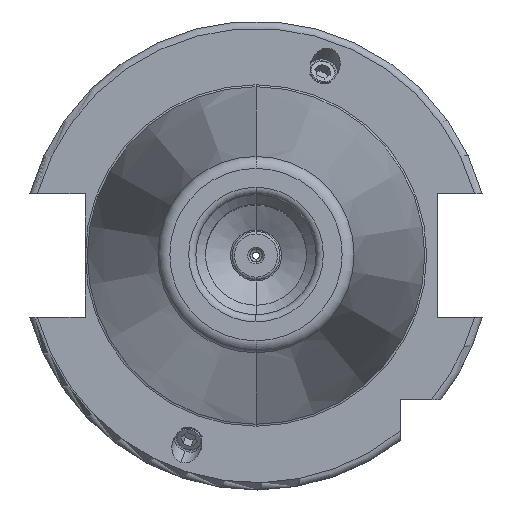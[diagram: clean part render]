
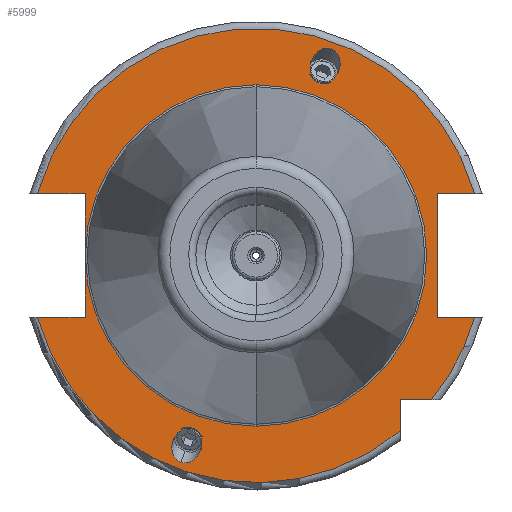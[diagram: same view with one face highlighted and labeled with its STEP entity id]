
A CAD part, top view. The second image highlights one B-rep face of the part: STEP entity #5999.
In plain terms, the highlighted planar face has unit normal (0, 0, 1).
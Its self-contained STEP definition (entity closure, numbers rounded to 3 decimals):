
#1326=CARTESIAN_POINT('',(0,0,15.9));
#1327=DIRECTION('',(0,0,1));
#1328=DIRECTION('',(0.962,0.272,0));
#1329=AXIS2_PLACEMENT_3D('',#1326,#1327,#1328);
#1377=CARTESIAN_POINT('',(0,0,15.9));
#1378=DIRECTION('',(0,0,1));
#1379=DIRECTION('',(-0.962,-0.272,0));
#1380=AXIS2_PLACEMENT_3D('',#1377,#1378,#1379);
#1396=DIRECTION('',(1,0,0));
#1397=VECTOR('',#1396,9.969);
#1398=CARTESIAN_POINT('',(-45.469,-12.85,15.9));
#1399=LINE('',#1398,#1397);
#1400=DIRECTION('',(0.,1,0));
#1401=VECTOR('',#1400,12.85);
#1402=CARTESIAN_POINT('',(-35.5,-12.85,15.9));
#1403=LINE('',#1402,#1401);
#1404=DIRECTION('',(0.,1,0));
#1405=VECTOR('',#1404,12.85);
#1406=CARTESIAN_POINT('',(-35.5,0,15.9));
#1407=LINE('',#1406,#1405);
#1408=DIRECTION('',(1,0,0));
#1409=VECTOR('',#1408,9.969);
#1410=CARTESIAN_POINT('',(-45.469,12.85,15.9));
#1411=LINE('',#1410,#1409);
#1412=DIRECTION('',(-1,0,0));
#1413=VECTOR('',#1412,7.769);
#1414=CARTESIAN_POINT('',(45.469,12.85,15.9));
#1415=LINE('',#1414,#1413);
#1416=DIRECTION('',(0,-1,0));
#1417=VECTOR('',#1416,25.7);
#1418=CARTESIAN_POINT('',(37.7,12.85,15.9));
#1419=LINE('',#1418,#1417);
#1420=DIRECTION('',(-1,0,0));
#1421=VECTOR('',#1420,7.769);
#1422=CARTESIAN_POINT('',(45.469,-12.85,15.9));
#1423=LINE('',#1422,#1421);
#1424=CARTESIAN_POINT('',(0,0,15.9));
#1425=DIRECTION('',(0,0,1));
#1426=DIRECTION('',(0.773,-0.635,0));
#1427=AXIS2_PLACEMENT_3D('',#1424,#1425,#1426);
#1429=DIRECTION('',(-1,0,0));
#1430=VECTOR('',#1429,6.504);
#1431=CARTESIAN_POINT('',(36.504,-30,15.9));
#1432=LINE('',#1431,#1430);
#1433=DIRECTION('',(0,1,0));
#1434=VECTOR('',#1433,6.504);
#1435=CARTESIAN_POINT('',(30,-36.504,15.9));
#1436=LINE('',#1435,#1434);
#1437=CARTESIAN_POINT('',(15.638,42.966,15.9));
#1438=CARTESIAN_POINT('',(15.301,43.089,15.9));
#1439=CARTESIAN_POINT('',(14.517,43.205,15.9));
#1440=CARTESIAN_POINT('',(13.205,42.774,15.9));
#1441=CARTESIAN_POINT('',(12.281,41.938,15.9));
#1442=CARTESIAN_POINT('',(11.759,41.131,15.9));
#1443=CARTESIAN_POINT('',(11.484,40.516,15.9));
#1444=CARTESIAN_POINT('',(11.299,39.867,15.9));
#1445=CARTESIAN_POINT('',(11.18,38.913,15.9));
#1446=CARTESIAN_POINT('',(11.35,37.679,15.9));
#1447=CARTESIAN_POINT('',(12.078,36.506,15.9));
#1448=CARTESIAN_POINT('',(12.754,36.091,15.9));
#1449=CARTESIAN_POINT('',(13.091,35.968,15.9));
#1451=CARTESIAN_POINT('',(13.091,35.968,15.9));
#1452=CARTESIAN_POINT('',(13.429,35.845,15.9));
#1453=CARTESIAN_POINT('',(14.213,35.729,15.9));
#1454=CARTESIAN_POINT('',(15.525,36.16,15.9));
#1455=CARTESIAN_POINT('',(16.448,36.996,15.9));
#1456=CARTESIAN_POINT('',(16.971,37.803,15.9));
#1457=CARTESIAN_POINT('',(17.246,38.418,15.9));
#1458=CARTESIAN_POINT('',(17.431,39.067,15.9));
#1459=CARTESIAN_POINT('',(17.549,40.021,15.9));
#1460=CARTESIAN_POINT('',(17.379,41.255,15.9));
#1461=CARTESIAN_POINT('',(16.651,42.428,15.9));
#1462=CARTESIAN_POINT('',(15.976,42.843,15.9));
#1463=CARTESIAN_POINT('',(15.638,42.966,15.9));
#1465=CARTESIAN_POINT('',(-15.638,-42.966,15.9));
#1466=CARTESIAN_POINT('',(-15.976,-42.843,15.9));
#1467=CARTESIAN_POINT('',(-16.651,-42.428,15.9));
#1468=CARTESIAN_POINT('',(-17.379,-41.255,15.9));
#1469=CARTESIAN_POINT('',(-17.549,-40.021,15.9));
#1470=CARTESIAN_POINT('',(-17.431,-39.067,15.9));
#1471=CARTESIAN_POINT('',(-17.246,-38.418,15.9));
#1472=CARTESIAN_POINT('',(-16.971,-37.803,15.9));
#1473=CARTESIAN_POINT('',(-16.448,-36.996,15.9));
#1474=CARTESIAN_POINT('',(-15.525,-36.16,15.9));
#1475=CARTESIAN_POINT('',(-14.213,-35.729,15.9));
#1476=CARTESIAN_POINT('',(-13.429,-35.845,15.9));
#1477=CARTESIAN_POINT('',(-13.091,-35.968,15.9));
#1479=CARTESIAN_POINT('',(-13.091,-35.968,15.9));
#1480=CARTESIAN_POINT('',(-12.754,-36.091,15.9));
#1481=CARTESIAN_POINT('',(-12.078,-36.506,15.9));
#1482=CARTESIAN_POINT('',(-11.35,-37.679,15.9));
#1483=CARTESIAN_POINT('',(-11.18,-38.913,15.9));
#1484=CARTESIAN_POINT('',(-11.299,-39.867,15.9));
#1485=CARTESIAN_POINT('',(-11.484,-40.516,15.9));
#1486=CARTESIAN_POINT('',(-11.759,-41.131,15.9));
#1487=CARTESIAN_POINT('',(-12.281,-41.938,15.9));
#1488=CARTESIAN_POINT('',(-13.205,-42.774,15.9));
#1489=CARTESIAN_POINT('',(-14.517,-43.205,15.9));
#1490=CARTESIAN_POINT('',(-15.301,-43.089,15.9));
#1491=CARTESIAN_POINT('',(-15.638,-42.966,15.9));
#1493=CARTESIAN_POINT('',(0,0,15.9));
#1494=DIRECTION('',(0,0,1));
#1495=DIRECTION('',(0,1,0));
#1496=AXIS2_PLACEMENT_3D('',#1493,#1494,#1495);
#1508=CARTESIAN_POINT('',(0,0,15.9));
#1509=DIRECTION('',(0,0,1));
#1510=DIRECTION('',(-1,0,0));
#1511=AXIS2_PLACEMENT_3D('',#1508,#1509,#1510);
#1513=CARTESIAN_POINT('',(0,0,15.9));
#1514=DIRECTION('',(0,0,-1));
#1515=DIRECTION('',(0,1,0));
#1516=AXIS2_PLACEMENT_3D('',#1513,#1514,#1515);
#3868=CARTESIAN_POINT('',(0,35.5,15.9));
#3870=VERTEX_POINT('',#3868);
#3890=CARTESIAN_POINT('',(0,-35.5,15.9));
#3892=VERTEX_POINT('',#3890);
#4038=CARTESIAN_POINT('',(-45.469,-12.85,15.9));
#4039=CARTESIAN_POINT('',(-35.5,-12.85,15.9));
#4040=VERTEX_POINT('',#4038);
#4041=VERTEX_POINT('',#4039);
#4042=CARTESIAN_POINT('',(-35.5,0,15.9));
#4043=VERTEX_POINT('',#4042);
#4044=CARTESIAN_POINT('',(-35.5,12.85,15.9));
#4045=VERTEX_POINT('',#4044);
#4046=CARTESIAN_POINT('',(-45.469,12.85,15.9));
#4047=VERTEX_POINT('',#4046);
#4048=CARTESIAN_POINT('',(37.7,12.85,15.9));
#4049=CARTESIAN_POINT('',(37.7,-12.85,15.9));
#4050=VERTEX_POINT('',#4048);
#4051=VERTEX_POINT('',#4049);
#4052=CARTESIAN_POINT('',(45.469,-12.85,15.9));
#4053=VERTEX_POINT('',#4052);
#4054=CARTESIAN_POINT('',(45.469,12.85,15.9));
#4055=VERTEX_POINT('',#4054);
#4056=CARTESIAN_POINT('',(30,-36.504,15.9));
#4057=CARTESIAN_POINT('',(30,-30,15.9));
#4058=VERTEX_POINT('',#4056);
#4059=VERTEX_POINT('',#4057);
#4060=CARTESIAN_POINT('',(36.504,-30,15.9));
#4061=VERTEX_POINT('',#4060);
#4106=VERTEX_POINT('',#1437);
#4107=VERTEX_POINT('',#1449);
#4147=CARTESIAN_POINT('',(-15.638,-42.966,15.9));
#4149=VERTEX_POINT('',#4147);
#4150=CARTESIAN_POINT('',(-13.091,-35.968,15.9));
#4151=VERTEX_POINT('',#4150);
#5960=CARTESIAN_POINT('',(0,0,15.9));
#5961=DIRECTION('',(0,0,-1));
#5962=DIRECTION('',(0,-1,0));
#5963=AXIS2_PLACEMENT_3D('',#5960,#5961,#5962);
#5964=PLANE('',#5963);
#5965=ORIENTED_EDGE('',*,*,#5339,.T.);
#5966=ORIENTED_EDGE('',*,*,#5376,.T.);
#5968=ORIENTED_EDGE('',*,*,#5967,.T.);
#5970=ORIENTED_EDGE('',*,*,#5969,.F.);
#5972=ORIENTED_EDGE('',*,*,#5971,.T.);
#5973=ORIENTED_EDGE('',*,*,#5374,.T.);
#5974=ORIENTED_EDGE('',*,*,#5410,.F.);
#5975=ORIENTED_EDGE('',*,*,#5938,.F.);
#5977=ORIENTED_EDGE('',*,*,#5976,.T.);
#5979=ORIENTED_EDGE('',*,*,#5978,.T.);
#5980=ORIENTED_EDGE('',*,*,#5486,.F.);
#5981=ORIENTED_EDGE('',*,*,#5928,.F.);
#5982=ORIENTED_EDGE('',*,*,#5543,.T.);
#5983=ORIENTED_EDGE('',*,*,#5594,.F.);
#5984=ORIENTED_EDGE('',*,*,#5954,.F.);
#5985=EDGE_LOOP('',(#5965,#5966,#5968,#5970,#5972,#5973,#5974,#5975,#5977,#5979,
#5980,#5981,#5982,#5983,#5984));
#5986=FACE_OUTER_BOUND('',#5985,.F.);
#5988=ORIENTED_EDGE('',*,*,#5987,.T.);
#5990=ORIENTED_EDGE('',*,*,#5989,.T.);
#5991=EDGE_LOOP('',(#5988,#5990));
#5992=FACE_BOUND('',#5991,.F.);
#5994=ORIENTED_EDGE('',*,*,#5993,.F.);
#5996=ORIENTED_EDGE('',*,*,#5995,.F.);
#5997=EDGE_LOOP('',(#5994,#5996));
#5998=FACE_BOUND('',#5997,.F.);
#5999=ADVANCED_FACE('',(#5986,#5992,#5998),#5964,.F.);
#1330=CIRCLE('',#1329,47.25);
#1381=CIRCLE('',#1380,47.25);
#1428=CIRCLE('',#1427,47.25);
#1450=B_SPLINE_CURVE_WITH_KNOTS('',3,(#1437,#1438,#1439,#1440,#1441,#1442,#1443,
#1444,#1445,#1446,#1447,#1448,#1449),.UNSPECIFIED.,.F.,.F.,(4,1,1,1,1,1,1,1,1,1,
4),(0,0.125,0.25,0.375,0.438,0.5,0.563,0.625,0.75,0.875,
1.0),.UNSPECIFIED.);
#1464=B_SPLINE_CURVE_WITH_KNOTS('',3,(#1451,#1452,#1453,#1454,#1455,#1456,#1457,
#1458,#1459,#1460,#1461,#1462,#1463),.UNSPECIFIED.,.F.,.F.,(4,1,1,1,1,1,1,1,1,1,
4),(0,0.125,0.25,0.375,0.438,0.5,0.563,0.625,0.75,0.875,
1.0),.UNSPECIFIED.);
#1478=B_SPLINE_CURVE_WITH_KNOTS('',3,(#1465,#1466,#1467,#1468,#1469,#1470,#1471,
#1472,#1473,#1474,#1475,#1476,#1477),.UNSPECIFIED.,.F.,.F.,(4,1,1,1,1,1,1,1,1,1,
4),(0,0.125,0.25,0.375,0.438,0.5,0.563,0.625,0.75,0.875,
1.0),.UNSPECIFIED.);
#1492=B_SPLINE_CURVE_WITH_KNOTS('',3,(#1479,#1480,#1481,#1482,#1483,#1484,#1485,
#1486,#1487,#1488,#1489,#1490,#1491),.UNSPECIFIED.,.F.,.F.,(4,1,1,1,1,1,1,1,1,1,
4),(0,0.125,0.25,0.375,0.438,0.5,0.563,0.625,0.75,0.875,
1.0),.UNSPECIFIED.);
#1497=CIRCLE('',#1496,35.5);
#1512=CIRCLE('',#1511,35.5);
#1517=CIRCLE('',#1516,35.5);
#5339=EDGE_CURVE('',#4040,#4041,#1399,.T.);
#5374=EDGE_CURVE('',#4043,#4045,#1407,.T.);
#5376=EDGE_CURVE('',#4041,#4043,#1403,.T.);
#5410=EDGE_CURVE('',#4047,#4045,#1411,.T.);
#5486=EDGE_CURVE('',#4053,#4051,#1423,.T.);
#5543=EDGE_CURVE('',#4061,#4059,#1432,.T.);
#5594=EDGE_CURVE('',#4058,#4059,#1436,.T.);
#5928=EDGE_CURVE('',#4061,#4053,#1428,.T.);
#5938=EDGE_CURVE('',#4055,#4047,#1330,.T.);
#5954=EDGE_CURVE('',#4040,#4058,#1381,.T.);
#5967=EDGE_CURVE('',#4043,#3892,#1512,.T.);
#5969=EDGE_CURVE('',#3870,#3892,#1517,.T.);
#5971=EDGE_CURVE('',#3870,#4043,#1497,.T.);
#5976=EDGE_CURVE('',#4055,#4050,#1415,.T.);
#5978=EDGE_CURVE('',#4050,#4051,#1419,.T.);
#5987=EDGE_CURVE('',#4106,#4107,#1450,.T.);
#5989=EDGE_CURVE('',#4107,#4106,#1464,.T.);
#5993=EDGE_CURVE('',#4149,#4151,#1478,.T.);
#5995=EDGE_CURVE('',#4151,#4149,#1492,.T.);
